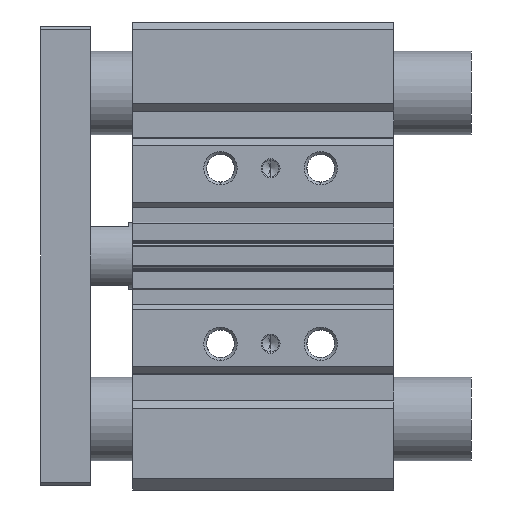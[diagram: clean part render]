
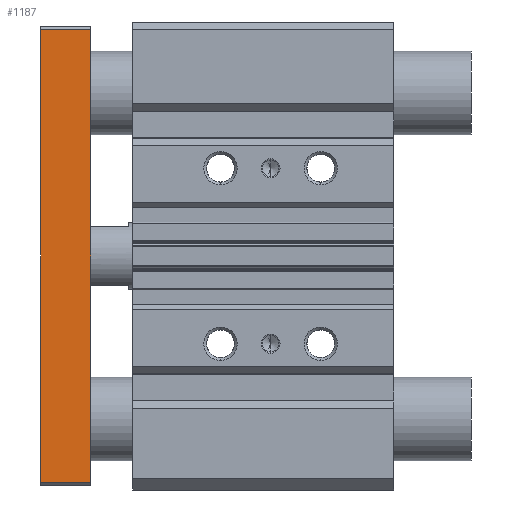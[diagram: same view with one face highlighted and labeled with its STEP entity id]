
A CAD part, front view. The second image highlights one B-rep face of the part: STEP entity #1187.
In plain terms, the highlighted planar face has unit normal (0, -1, 0).
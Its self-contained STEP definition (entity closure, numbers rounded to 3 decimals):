
#168 = ORIENTED_EDGE ( 'NONE', *, *, #8981, .T. ) ;
#747 = CARTESIAN_POINT ( 'NONE',  ( -22., -22., 54.12 ) ) ;
#829 = LINE ( 'NONE', #8955, #10307 ) ;
#885 = PLANE ( 'NONE',  #13078 ) ;
#1187 = ADVANCED_FACE ( 'NONE', ( #2083 ), #885, .T. ) ;
#1350 = VERTEX_POINT ( 'NONE', #8530 ) ;
#2083 = FACE_OUTER_BOUND ( 'NONE', #7278, .T. ) ;
#2423 = VECTOR ( 'NONE', #8365, 1000. ) ;
#2514 = EDGE_CURVE ( 'NONE', #4667, #1350, #829, .T. ) ;
#3384 = CARTESIAN_POINT ( 'NONE',  ( -10., -22., 54.12 ) ) ;
#3477 = CARTESIAN_POINT ( 'NONE',  ( -10., -22., 54.12 ) ) ;
#3582 = EDGE_CURVE ( 'NONE', #5599, #4667, #8493, .T. ) ;
#3929 = DIRECTION ( 'NONE',  ( 0., 0., -1. ) ) ;
#4507 = DIRECTION ( 'NONE',  ( -1., 0., 0. ) ) ;
#4562 = VECTOR ( 'NONE', #4924, 1000. ) ;
#4667 = VERTEX_POINT ( 'NONE', #12562 ) ;
#4924 = DIRECTION ( 'NONE',  ( 0., 0., -1. ) ) ;
#5599 = VERTEX_POINT ( 'NONE', #3477 ) ;
#6101 = CARTESIAN_POINT ( 'NONE',  ( -10., -22., 54.12 ) ) ;
#6572 = CARTESIAN_POINT ( 'NONE',  ( -10., -22., 0. ) ) ;
#7278 = EDGE_LOOP ( 'NONE', ( #8795, #12310, #168, #11568 ) ) ;
#7949 = LINE ( 'NONE', #747, #4562 ) ;
#8365 = DIRECTION ( 'NONE',  ( 0., 0., -1. ) ) ;
#8429 = VERTEX_POINT ( 'NONE', #9428 ) ;
#8493 = LINE ( 'NONE', #6572, #2423 ) ;
#8530 = CARTESIAN_POINT ( 'NONE',  ( -22., -22., -54.12 ) ) ;
#8795 = ORIENTED_EDGE ( 'NONE', *, *, #3582, .F. ) ;
#8955 = CARTESIAN_POINT ( 'NONE',  ( -10., -22., -54.12 ) ) ;
#8981 = EDGE_CURVE ( 'NONE', #8429, #1350, #7949, .T. ) ;
#9428 = CARTESIAN_POINT ( 'NONE',  ( -22., -22., 54.12 ) ) ;
#10307 = VECTOR ( 'NONE', #12997, 1000. ) ;
#10446 = EDGE_CURVE ( 'NONE', #5599, #8429, #11641, .T. ) ;
#11130 = DIRECTION ( 'NONE',  ( 0., -1., 0. ) ) ;
#11568 = ORIENTED_EDGE ( 'NONE', *, *, #2514, .F. ) ;
#11641 = LINE ( 'NONE', #3384, #12423 ) ;
#12310 = ORIENTED_EDGE ( 'NONE', *, *, #10446, .T. ) ;
#12423 = VECTOR ( 'NONE', #4507, 1000. ) ;
#12562 = CARTESIAN_POINT ( 'NONE',  ( -10., -22., -54.12 ) ) ;
#12997 = DIRECTION ( 'NONE',  ( -1., 0., 0. ) ) ;
#13078 = AXIS2_PLACEMENT_3D ( 'NONE', #6101, #11130, #3929 ) ;
